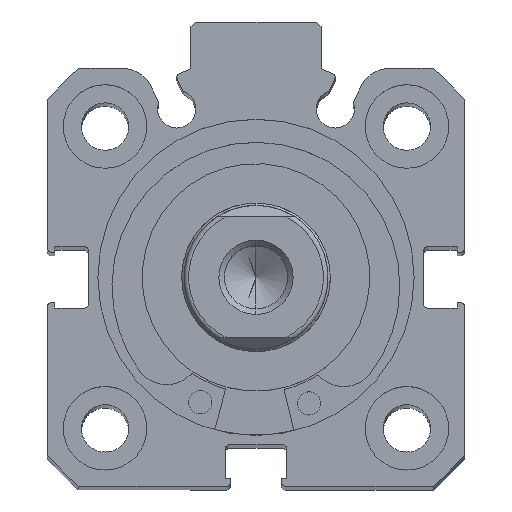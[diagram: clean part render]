
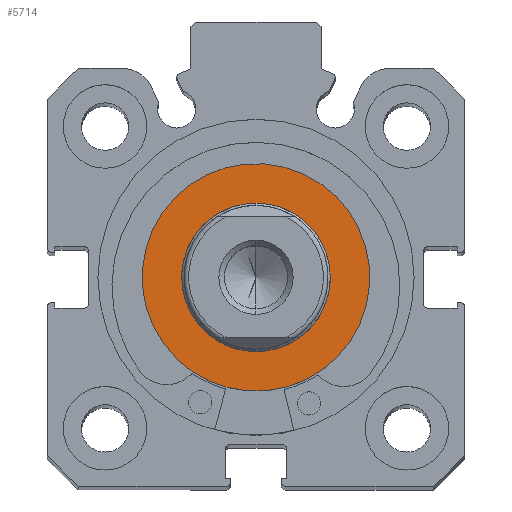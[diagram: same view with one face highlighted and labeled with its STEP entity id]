
A CAD part, top view. The second image highlights one B-rep face of the part: STEP entity #5714.
In plain terms, the highlighted face is planar.
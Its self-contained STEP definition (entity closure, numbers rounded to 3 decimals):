
#59 = VERTEX_POINT ( 'NONE', #83 ) ;
#83 = CARTESIAN_POINT ( 'NONE',  ( 0., 0., -8. ) ) ;
#316 = VERTEX_POINT ( 'NONE', #1277 ) ;
#317 = VERTEX_POINT ( 'NONE', #1278 ) ;
#323 = VERTEX_POINT ( 'NONE', #1284 ) ;
#340 = ORIENTED_EDGE ( 'NONE', *, *, #5009, .T. ) ;
#343 = ORIENTED_EDGE ( 'NONE', *, *, #4986, .T. ) ;
#416 = ORIENTED_EDGE ( 'NONE', *, *, #5011, .F. ) ;
#417 = ORIENTED_EDGE ( 'NONE', *, *, #4993, .F. ) ;
#987 = EDGE_LOOP ( 'NONE', ( #343, #340 ) ) ;
#988 = EDGE_LOOP ( 'NONE', ( #416, #417 ) ) ;
#1277 = CARTESIAN_POINT ( 'NONE',  ( 0., 0., 12.25 ) ) ;
#1278 = CARTESIAN_POINT ( 'NONE',  ( 0., 0., -12.25 ) ) ;
#1284 = CARTESIAN_POINT ( 'NONE',  ( 0., 0., 8. ) ) ;
#2084 = CARTESIAN_POINT ( 'NONE',  ( 0., 0., 0. ) ) ;
#2104 = DIRECTION ( 'NONE',  ( -1., 0., 0. ) ) ;
#2105 = DIRECTION ( 'NONE',  ( 0., 0., 1. ) ) ;
#2115 = CARTESIAN_POINT ( 'NONE',  ( 0., 0., 0. ) ) ;
#2122 = DIRECTION ( 'NONE',  ( -1., 0., 0. ) ) ;
#2123 = DIRECTION ( 'NONE',  ( 0., 0., 1. ) ) ;
#2157 = CARTESIAN_POINT ( 'NONE',  ( 0., 0., 0. ) ) ;
#2163 = CARTESIAN_POINT ( 'NONE',  ( 0., 0., 0. ) ) ;
#2164 = DIRECTION ( 'NONE',  ( -1., 0., 0. ) ) ;
#2165 = DIRECTION ( 'NONE',  ( 0., 0., 1. ) ) ;
#2170 = DIRECTION ( 'NONE',  ( -1., 0., 0. ) ) ;
#2171 = DIRECTION ( 'NONE',  ( 0., 0., 1. ) ) ;
#3410 = CARTESIAN_POINT ( 'NONE',  ( 0., 12.25, 0. ) ) ;
#3411 = PLANE ( 'NONE',  #4596 ) ;
#3412 = DIRECTION ( 'NONE',  ( 1., 0., 0. ) ) ;
#3413 = DIRECTION ( 'NONE',  ( 0., 0., -1. ) ) ;
#4337 = FACE_BOUND ( 'NONE', #988, .T. ) ;
#4348 = FACE_OUTER_BOUND ( 'NONE', #987, .T. ) ;
#4596 = AXIS2_PLACEMENT_3D ( 'NONE', #3410, #3412, #3413 ) ;
#4986 = EDGE_CURVE ( 'NONE', #316, #317, #6665, .T. ) ;
#4993 = EDGE_CURVE ( 'NONE', #59, #323, #6676, .T. ) ;
#5009 = EDGE_CURVE ( 'NONE', #317, #316, #6695, .T. ) ;
#5011 = EDGE_CURVE ( 'NONE', #323, #59, #6699, .T. ) ;
#5360 = AXIS2_PLACEMENT_3D ( 'NONE', #2115, #2122, #2123 ) ;
#5362 = AXIS2_PLACEMENT_3D ( 'NONE', #2084, #2104, #2105 ) ;
#5374 = AXIS2_PLACEMENT_3D ( 'NONE', #2157, #2164, #2165 ) ;
#5376 = AXIS2_PLACEMENT_3D ( 'NONE', #2163, #2170, #2171 ) ;
#5714 = ADVANCED_FACE ( 'NONE', ( #4337, #4348 ), #3411, .F. ) ;
#6665 = CIRCLE ( 'NONE', #5362, 12.25 ) ;
#6676 = CIRCLE ( 'NONE', #5360, 8. ) ;
#6695 = CIRCLE ( 'NONE', #5374, 12.25 ) ;
#6699 = CIRCLE ( 'NONE', #5376, 8. ) ;
